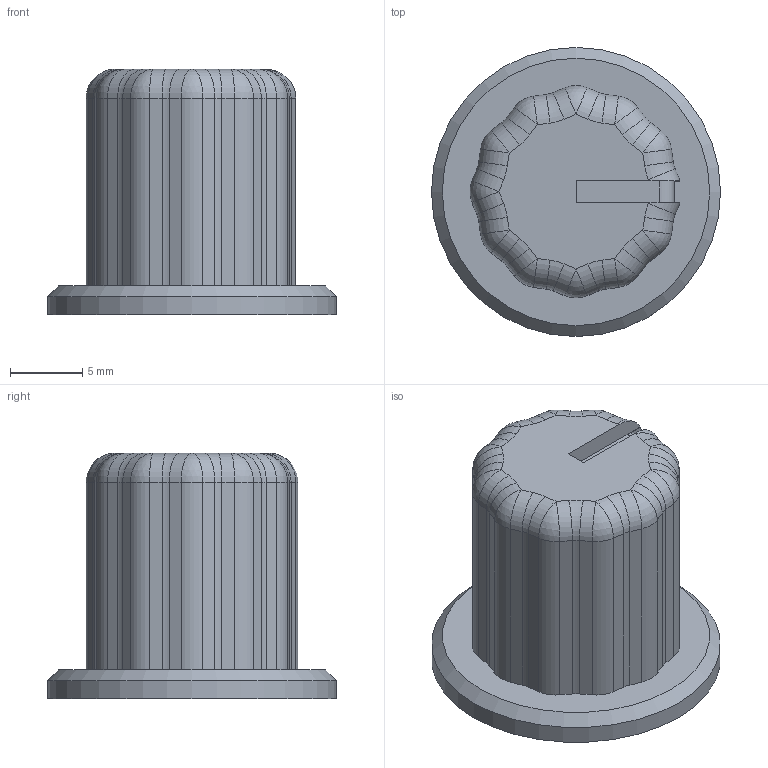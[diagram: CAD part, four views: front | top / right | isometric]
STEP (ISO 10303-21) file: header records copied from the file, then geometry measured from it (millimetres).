
FILE_DESCRIPTION(('FreeCAD Model'),'2;1');
FILE_NAME('Open CASCADE Shape Model','2026-02-23T21:22:23',(''),(''), 'Open CASCADE STEP processor 7.8','FreeCAD','Unknown');
FILE_SCHEMA(('AUTOMOTIVE_DESIGN { 1 0 10303 214 1 1 1 1 }'));
Length unit declared in the file: millimetre
Products named in the file (1): Body
Bounding box: 20 x 20 x 17 mm (x, y, z)
Volume: 2982.5 mm3; surface area: 1401.2 mm2
Topology: 1 solids, 1 shells, 111 faces, 277 edges, 158 vertices
Faces by surface type: cylinder 51, plane 34, sphere 13, torus 12, cone 1
Full cylindrical faces by diameter (mm): 20 x1
Entity records: 3219 total; most frequent: DIRECTION 611, CARTESIAN_POINT 536, ORIENTED_EDGE 532, EDGE_CURVE 266, AXIS2_PLACEMENT_3D 233, VERTEX_POINT 158, LINE 145, VECTOR 145
